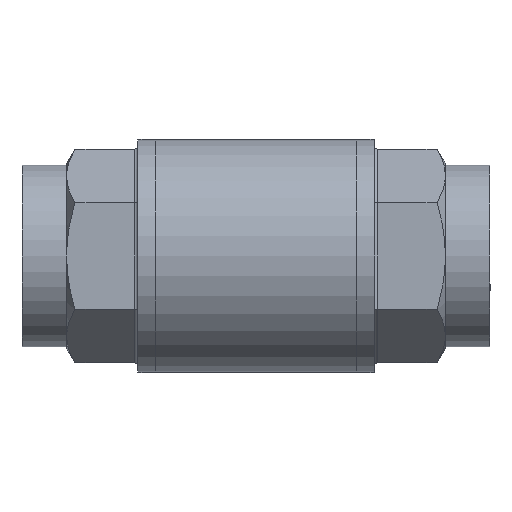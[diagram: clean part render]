
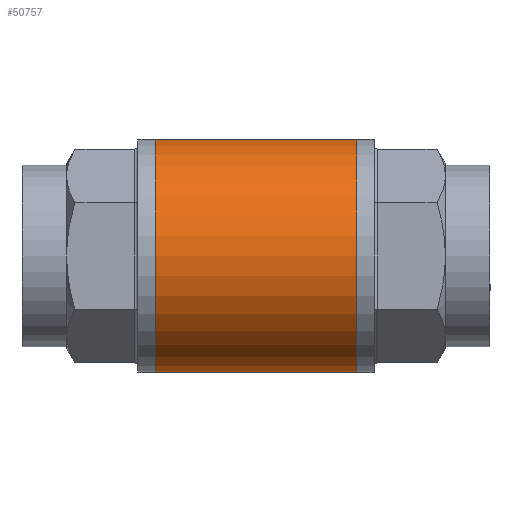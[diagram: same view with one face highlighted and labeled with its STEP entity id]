
A CAD part, front view. The second image highlights one B-rep face of the part: STEP entity #50757.
In plain terms, the highlighted cylindrical face has radius 17 mm (diameter 34 mm), a full revolution.
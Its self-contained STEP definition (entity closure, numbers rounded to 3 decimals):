
#210=FACE_BOUND('',#6284,.T.);
#3495=FACE_OUTER_BOUND('',#6283,.T.);
#6283=EDGE_LOOP('',(#35575,#35576,#35577,#35578));
#6284=EDGE_LOOP('',(#35579,#35580));
#8771=CIRCLE('',#53472,17.);
#8772=CIRCLE('',#53473,17.);
#10124=B_SPLINE_CURVE_WITH_KNOTS('',3,(#86705,#86706,#86707,#86708,#86709,
#86710,#86711,#86712,#86713,#86714,#86715,#86716,#86717,#86718,#86719,#86720,
#86721,#86722,#86723,#86724),.UNSPECIFIED.,.F.,.F.,(4,2,2,2,2,2,2,2,2,4),
(-5.022,-4.957,-4.66,-4.362,
-4.065,-3.767,-3.47,-2.9,
-2.615,-2.33),.UNSPECIFIED.);
#10125=B_SPLINE_CURVE_WITH_KNOTS('',3,(#86725,#86726,#86727,#86728,#86729,
#86730,#86731,#86732,#86733,#86734,#86735,#86736,#86737,#86738,#86739,#86740,
#86741,#86742,#86743,#86744,#86745,#86746,#86747,#86748,#86749,#86750,#86751,
#86752,#86753,#86754,#86755,#86756,#86757,#86758,#86759,#86760,#86761,#86762,
#86763,#86764,#86765,#86766,#86767),.UNSPECIFIED.,.F.,.F.,(4,2,2,2,2,2,
2,3,2,2,2,2,2,2,2,2,2,2,2,2,4),(-2.33,-2.045,-1.76,
-1.19,-0.893,-0.595,-0.298,
0.,0.298,0.595,0.893,1.19,
1.76,2.045,2.33,2.615,2.9,
3.47,3.767,4.065,4.297),
 .UNSPECIFIED.);
#11753=LINE('',#86783,#16092);
#16092=VECTOR('',#58212,17.);
#20761=VERTEX_POINT('',#86703);
#20762=VERTEX_POINT('',#86704);
#20765=VERTEX_POINT('',#86780);
#20766=VERTEX_POINT('',#86782);
#26480=EDGE_CURVE('',#20761,#20762,#10124,.T.);
#26481=EDGE_CURVE('',#20762,#20761,#10125,.T.);
#26486=EDGE_CURVE('',#20765,#20765,#8771,.T.);
#26487=EDGE_CURVE('',#20765,#20766,#11753,.T.);
#26488=EDGE_CURVE('',#20766,#20766,#8772,.T.);
#35575=ORIENTED_EDGE('',*,*,#26486,.F.);
#35576=ORIENTED_EDGE('',*,*,#26487,.T.);
#35577=ORIENTED_EDGE('',*,*,#26488,.F.);
#35578=ORIENTED_EDGE('',*,*,#26487,.F.);
#35579=ORIENTED_EDGE('',*,*,#26480,.T.);
#35580=ORIENTED_EDGE('',*,*,#26481,.T.);
#49629=CYLINDRICAL_SURFACE('',#53471,17.);
#50757=ADVANCED_FACE('',(#3495,#210),#49629,.T.);
#53471=AXIS2_PLACEMENT_3D('',#86779,#58208,#58209);
#53472=AXIS2_PLACEMENT_3D('',#86781,#58210,#58211);
#53473=AXIS2_PLACEMENT_3D('',#86784,#58213,#58214);
#58208=DIRECTION('center_axis',(1.,0.,0.));
#58209=DIRECTION('ref_axis',(0.,0.,-1.));
#58210=DIRECTION('center_axis',(1.,0.,0.));
#58211=DIRECTION('ref_axis',(0.,0.,-1.));
#58212=DIRECTION('',(-1.,0.,0.));
#58213=DIRECTION('center_axis',(-1.,0.,0.));
#58214=DIRECTION('ref_axis',(0.,0.,-1.));
#86703=CARTESIAN_POINT('',(3.5,9.909,13.813));
#86704=CARTESIAN_POINT('',(-14.25,17.,0.));
#86705=CARTESIAN_POINT('Ctrl Pts',(3.5,9.909,13.813));
#86706=CARTESIAN_POINT('Ctrl Pts',(3.3,9.838,13.864));
#86707=CARTESIAN_POINT('Ctrl Pts',(3.099,9.772,13.911));
#86708=CARTESIAN_POINT('Ctrl Pts',(1.961,9.433,14.147));
#86709=CARTESIAN_POINT('Ctrl Pts',(0.992,9.27,14.25));
#86710=CARTESIAN_POINT('Ctrl Pts',(-0.992,9.27,
14.25));
#86711=CARTESIAN_POINT('Ctrl Pts',(-1.961,9.433,14.147));
#86712=CARTESIAN_POINT('Ctrl Pts',(-3.829,9.99,13.759));
#86713=CARTESIAN_POINT('Ctrl Pts',(-4.729,10.381,13.475));
#86714=CARTESIAN_POINT('Ctrl Pts',(-6.439,11.264,12.746));
#86715=CARTESIAN_POINT('Ctrl Pts',(-7.251,11.755,12.301));
#86716=CARTESIAN_POINT('Ctrl Pts',(-8.759,12.741,11.277));
#86717=CARTESIAN_POINT('Ctrl Pts',(-9.454,13.234,10.698));
#86718=CARTESIAN_POINT('Ctrl Pts',(-11.268,14.569,8.885));
#86719=CARTESIAN_POINT('Ctrl Pts',(-12.355,15.44,7.35));
#86720=CARTESIAN_POINT('Ctrl Pts',(-13.475,16.354,4.732));
#86721=CARTESIAN_POINT('Ctrl Pts',(-13.766,16.596,3.807));
#86722=CARTESIAN_POINT('Ctrl Pts',(-14.154,16.919,1.916));
#86723=CARTESIAN_POINT('Ctrl Pts',(-14.25,17.,0.95));
#86724=CARTESIAN_POINT('Ctrl Pts',(-14.25,17.,0.));
#86725=CARTESIAN_POINT('Ctrl Pts',(-14.25,17.,0.));
#86726=CARTESIAN_POINT('Ctrl Pts',(-14.25,17.,-0.95));
#86727=CARTESIAN_POINT('Ctrl Pts',(-14.154,16.919,-1.916));
#86728=CARTESIAN_POINT('Ctrl Pts',(-13.766,16.596,-3.807));
#86729=CARTESIAN_POINT('Ctrl Pts',(-13.475,16.354,-4.732));
#86730=CARTESIAN_POINT('Ctrl Pts',(-12.355,15.44,-7.35));
#86731=CARTESIAN_POINT('Ctrl Pts',(-11.268,14.569,-8.885));
#86732=CARTESIAN_POINT('Ctrl Pts',(-9.454,13.234,-10.698));
#86733=CARTESIAN_POINT('Ctrl Pts',(-8.759,12.741,-11.277));
#86734=CARTESIAN_POINT('Ctrl Pts',(-7.251,11.755,-12.301));
#86735=CARTESIAN_POINT('Ctrl Pts',(-6.439,11.264,-12.746));
#86736=CARTESIAN_POINT('Ctrl Pts',(-4.729,10.381,-13.475));
#86737=CARTESIAN_POINT('Ctrl Pts',(-3.829,9.99,-13.759));
#86738=CARTESIAN_POINT('Ctrl Pts',(-1.961,9.433,-14.147));
#86739=CARTESIAN_POINT('Ctrl Pts',(-0.992,9.27,
-14.25));
#86740=CARTESIAN_POINT('Ctrl Pts',(0.,9.27,-14.25));
#86741=CARTESIAN_POINT('Ctrl Pts',(0.992,9.27,-14.25));
#86742=CARTESIAN_POINT('Ctrl Pts',(1.961,9.433,-14.147));
#86743=CARTESIAN_POINT('Ctrl Pts',(3.829,9.99,-13.759));
#86744=CARTESIAN_POINT('Ctrl Pts',(4.729,10.381,-13.475));
#86745=CARTESIAN_POINT('Ctrl Pts',(6.439,11.264,-12.746));
#86746=CARTESIAN_POINT('Ctrl Pts',(7.251,11.755,-12.301));
#86747=CARTESIAN_POINT('Ctrl Pts',(8.759,12.741,-11.277));
#86748=CARTESIAN_POINT('Ctrl Pts',(9.454,13.234,-10.698));
#86749=CARTESIAN_POINT('Ctrl Pts',(11.268,14.569,-8.885));
#86750=CARTESIAN_POINT('Ctrl Pts',(12.355,15.44,-7.35));
#86751=CARTESIAN_POINT('Ctrl Pts',(13.475,16.354,-4.732));
#86752=CARTESIAN_POINT('Ctrl Pts',(13.766,16.596,-3.807));
#86753=CARTESIAN_POINT('Ctrl Pts',(14.154,16.919,-1.916));
#86754=CARTESIAN_POINT('Ctrl Pts',(14.25,17.,-0.95));
#86755=CARTESIAN_POINT('Ctrl Pts',(14.25,17.,0.95));
#86756=CARTESIAN_POINT('Ctrl Pts',(14.154,16.919,1.916));
#86757=CARTESIAN_POINT('Ctrl Pts',(13.766,16.596,3.807));
#86758=CARTESIAN_POINT('Ctrl Pts',(13.475,16.354,4.732));
#86759=CARTESIAN_POINT('Ctrl Pts',(12.355,15.44,7.35));
#86760=CARTESIAN_POINT('Ctrl Pts',(11.268,14.569,8.885));
#86761=CARTESIAN_POINT('Ctrl Pts',(9.454,13.234,10.698));
#86762=CARTESIAN_POINT('Ctrl Pts',(8.759,12.741,11.277));
#86763=CARTESIAN_POINT('Ctrl Pts',(7.251,11.755,12.301));
#86764=CARTESIAN_POINT('Ctrl Pts',(6.439,11.264,12.746));
#86765=CARTESIAN_POINT('Ctrl Pts',(4.915,10.477,13.395));
#86766=CARTESIAN_POINT('Ctrl Pts',(4.219,10.163,13.631));
#86767=CARTESIAN_POINT('Ctrl Pts',(3.5,9.909,13.813));
#86779=CARTESIAN_POINT('Origin',(0.,0.,0.));
#86780=CARTESIAN_POINT('',(14.7,0.,17.));
#86781=CARTESIAN_POINT('Origin',(14.7,0.,0.));
#86782=CARTESIAN_POINT('',(-14.7,0.,17.));
#86783=CARTESIAN_POINT('',(0.,0.,17.));
#86784=CARTESIAN_POINT('Origin',(-14.7,0.,0.));
